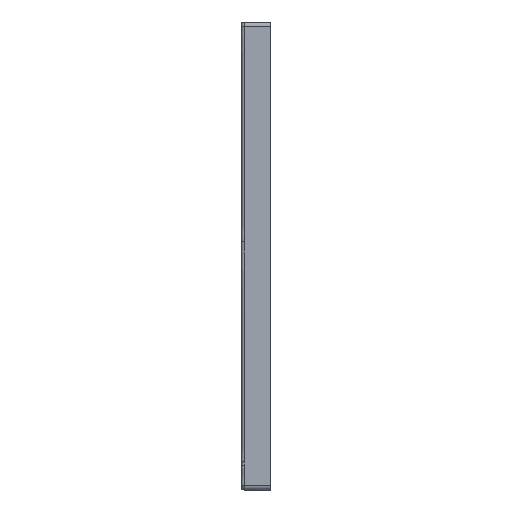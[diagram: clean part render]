
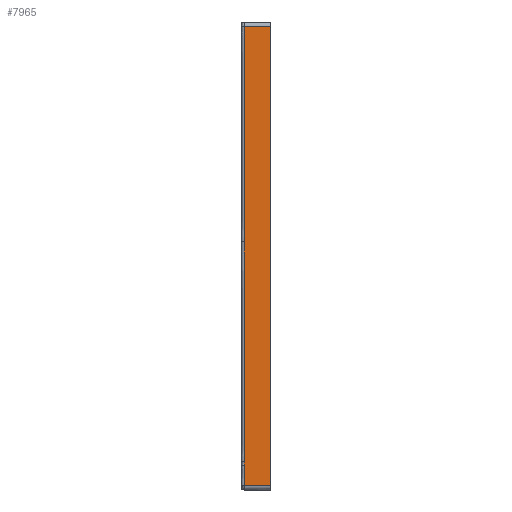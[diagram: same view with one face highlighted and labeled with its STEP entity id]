
A CAD part, left-side view. The second image highlights one B-rep face of the part: STEP entity #7965.
In plain terms, the highlighted planar face has unit normal (-1, 0, 0).
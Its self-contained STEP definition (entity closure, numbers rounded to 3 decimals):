
#1533=CARTESIAN_POINT('',(-500.,-5.182,45.));
#1534=CARTESIAN_POINT('',(-500.,-5.182,44.159));
#1535=CARTESIAN_POINT('',(-500.,-5.182,42.483));
#1536=CARTESIAN_POINT('',(-500.,-5.182,40.818));
#1537=CARTESIAN_POINT('',(-500.,-5.182,39.988));
#1539=CARTESIAN_POINT('',(-500.,-5.075,397.503));
#1540=CARTESIAN_POINT('',(-500.,-5.082,
379.085));
#1541=CARTESIAN_POINT('',(-500.,-5.096,
343.86));
#1542=CARTESIAN_POINT('',(-500.,-5.115,
296.16));
#1543=CARTESIAN_POINT('',(-500.,-5.132,252.684));
#1544=CARTESIAN_POINT('',(-500.,-5.147,213.246));
#1545=CARTESIAN_POINT('',(-500.,-5.159,177.018));
#1546=CARTESIAN_POINT('',(-500.,-5.168,144.577));
#1547=CARTESIAN_POINT('',(-500.,-5.175,
113.679));
#1548=CARTESIAN_POINT('',(-500.,-5.18,
81.545));
#1549=CARTESIAN_POINT('',(-500.,-5.182,
57.517));
#1550=CARTESIAN_POINT('',(-500.,-5.182,45.));
#1552=CARTESIAN_POINT('',(-500.,-5.,743.));
#1553=CARTESIAN_POINT('',(-500.,-5.,736.276));
#1554=CARTESIAN_POINT('',(-500.,-5.001,722.257));
#1555=CARTESIAN_POINT('',(-500.,-5.002,700.522));
#1556=CARTESIAN_POINT('',(-500.,-5.004,675.07));
#1557=CARTESIAN_POINT('',(-500.,-5.008,646.439));
#1558=CARTESIAN_POINT('',(-500.,-5.013,614.215));
#1559=CARTESIAN_POINT('',(-500.,-5.02,580.116));
#1560=CARTESIAN_POINT('',(-500.,-5.028,545.219));
#1561=CARTESIAN_POINT('',(-500.,-5.038,510.93));
#1562=CARTESIAN_POINT('',(-500.,-5.048,476.067));
#1563=CARTESIAN_POINT('',(-500.,-5.06,439.175));
#1564=CARTESIAN_POINT('',(-500.,-5.07,411.78));
#1565=CARTESIAN_POINT('',(-500.,-5.075,397.503));
#1567=DIRECTION('',(0.,-1.,0.));
#1568=VECTOR('',#1567,43.);
#1569=CARTESIAN_POINT('',(-500.,-5.,743.));
#1570=LINE('',#1569,#1568);
#1571=DIRECTION('',(0.,-1.,0.));
#1572=VECTOR('',#1571,42.969);
#1573=CARTESIAN_POINT('',(-500.,-5.031,7.));
#1574=LINE('',#1573,#1572);
#1575=CARTESIAN_POINT('',(-500.,-5.182,39.988));
#1576=CARTESIAN_POINT('',(-500.,-5.166,36.537));
#1577=CARTESIAN_POINT('',(-500.,-5.133,29.494));
#1578=CARTESIAN_POINT('',(-500.,-5.084,18.758));
#1579=CARTESIAN_POINT('',(-500.,-5.049,10.993));
#1580=CARTESIAN_POINT('',(-500.,-5.031,7.));
#2227=DIRECTION('',(0.,0.,1.));
#2228=VECTOR('',#2227,736.);
#2229=CARTESIAN_POINT('',(-500.,-48.,7.));
#2230=LINE('',#2229,#2228);
#4350=CARTESIAN_POINT('',(-500.,-48.,7.));
#4351=CARTESIAN_POINT('',(-500.,-48.,743.));
#4352=VERTEX_POINT('',#4350);
#4353=VERTEX_POINT('',#4351);
#4362=VERTEX_POINT('',#1533);
#4363=VERTEX_POINT('',#1537);
#4364=VERTEX_POINT('',#1539);
#4366=VERTEX_POINT('',#1552);
#4375=CARTESIAN_POINT('',(-500.,-5.031,7.));
#4376=VERTEX_POINT('',#4375);
#7946=CARTESIAN_POINT('',(-500.,0.,0.));
#7947=DIRECTION('',(-1.,0.,0.));
#7948=DIRECTION('',(0.,0.,1.));
#7949=AXIS2_PLACEMENT_3D('',#7946,#7947,#7948);
#7950=PLANE('',#7949);
#7951=ORIENTED_EDGE('',*,*,#7872,.F.);
#7952=ORIENTED_EDGE('',*,*,#7936,.F.);
#7954=ORIENTED_EDGE('',*,*,#7953,.F.);
#7956=ORIENTED_EDGE('',*,*,#7955,.T.);
#7958=ORIENTED_EDGE('',*,*,#7957,.F.);
#7960=ORIENTED_EDGE('',*,*,#7959,.F.);
#7962=ORIENTED_EDGE('',*,*,#7961,.F.);
#7963=EDGE_LOOP('',(#7951,#7952,#7954,#7956,#7958,#7960,#7962));
#7964=FACE_OUTER_BOUND('',#7963,.F.);
#7965=ADVANCED_FACE('',(#7964),#7950,.T.);
#1538=B_SPLINE_CURVE_WITH_KNOTS('',3,(#1533,#1534,#1535,#1536,#1537),
.UNSPECIFIED.,.F.,.F.,(4,1,4),(0.,0.5,1.),.UNSPECIFIED.);
#1551=B_SPLINE_CURVE_WITH_KNOTS('',3,(#1539,#1540,#1541,#1542,#1543,#1544,#1545,
#1546,#1547,#1548,#1549,#1550),.UNSPECIFIED.,.F.,.F.,(4,1,1,1,1,1,1,1,1,4),
(0.,0.111,0.222,0.333,0.444,
0.556,0.667,0.778,0.889,1.),
.UNSPECIFIED.);
#1566=B_SPLINE_CURVE_WITH_KNOTS('',3,(#1552,#1553,#1554,#1555,#1556,#1557,#1558,
#1559,#1560,#1561,#1562,#1563,#1564,#1565),.UNSPECIFIED.,.F.,.F.,(4,1,1,1,1,1,1,
1,1,1,1,4),(0.,0.091,0.182,0.273,
0.364,0.455,0.545,0.636,
0.727,0.818,0.909,1.),.UNSPECIFIED.);
#1581=B_SPLINE_CURVE_WITH_KNOTS('',3,(#1575,#1576,#1577,#1578,#1579,#1580),
.UNSPECIFIED.,.F.,.F.,(4,1,1,4),(0.,0.333,0.667,1.),
.UNSPECIFIED.);
#7872=EDGE_CURVE('',#4362,#4363,#1538,.T.);
#7936=EDGE_CURVE('',#4364,#4362,#1551,.T.);
#7953=EDGE_CURVE('',#4366,#4364,#1566,.T.);
#7955=EDGE_CURVE('',#4366,#4353,#1570,.T.);
#7957=EDGE_CURVE('',#4352,#4353,#2230,.T.);
#7959=EDGE_CURVE('',#4376,#4352,#1574,.T.);
#7961=EDGE_CURVE('',#4363,#4376,#1581,.T.);
